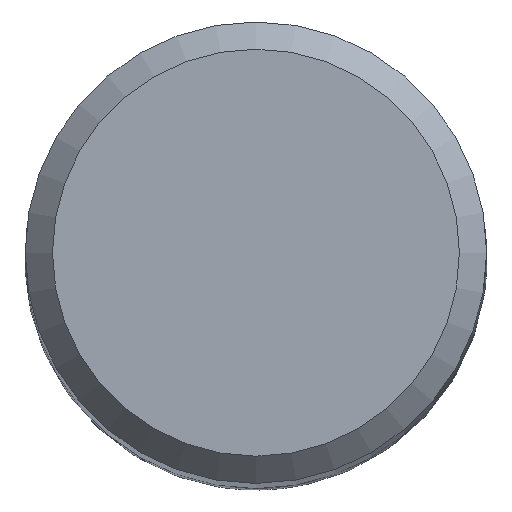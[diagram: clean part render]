
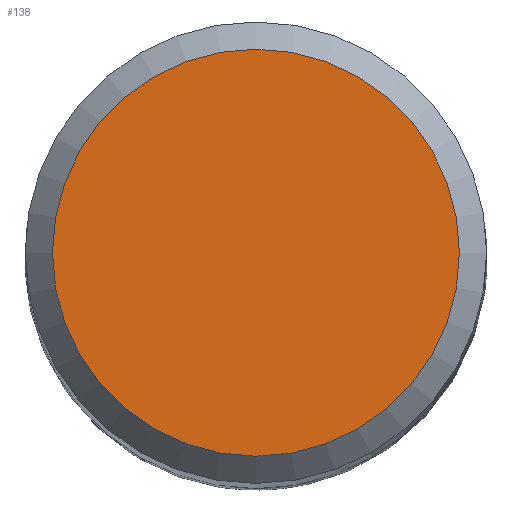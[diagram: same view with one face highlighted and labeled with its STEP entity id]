
A CAD part, top view. The second image highlights one B-rep face of the part: STEP entity #138.
In plain terms, the highlighted planar face has unit normal (0, 0, 1).
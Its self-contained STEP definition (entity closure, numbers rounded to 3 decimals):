
#110=FACE_OUTER_BOUND('',#214,.T.);
#113=PLANE('',#429);
#138=ADVANCED_FACE('CU_SU3',(#110),#113,.F.);
#214=EDGE_LOOP('',(#252));
#252=ORIENTED_EDGE('',*,*,#294,.F.);
#274=VERTEX_POINT('',#602);
#294=EDGE_CURVE('',#274,#274,#313,.T.);
#313=CIRCLE('',#428,11.197);
#428=AXIS2_PLACEMENT_3D('',#601,#519,#520);
#429=AXIS2_PLACEMENT_3D('',#603,#521,#522);
#519=DIRECTION('',(0.,0.,-1.));
#520=DIRECTION('',(-1.,0.,0.));
#521=DIRECTION('',(0.,0.,-1.));
#522=DIRECTION('',(-1.,0.,0.));
#601=CARTESIAN_POINT('',(0.,0.,0.));
#602=CARTESIAN_POINT('',(-11.197,0.,0.));
#603=CARTESIAN_POINT('',(0.,0.,0.));
